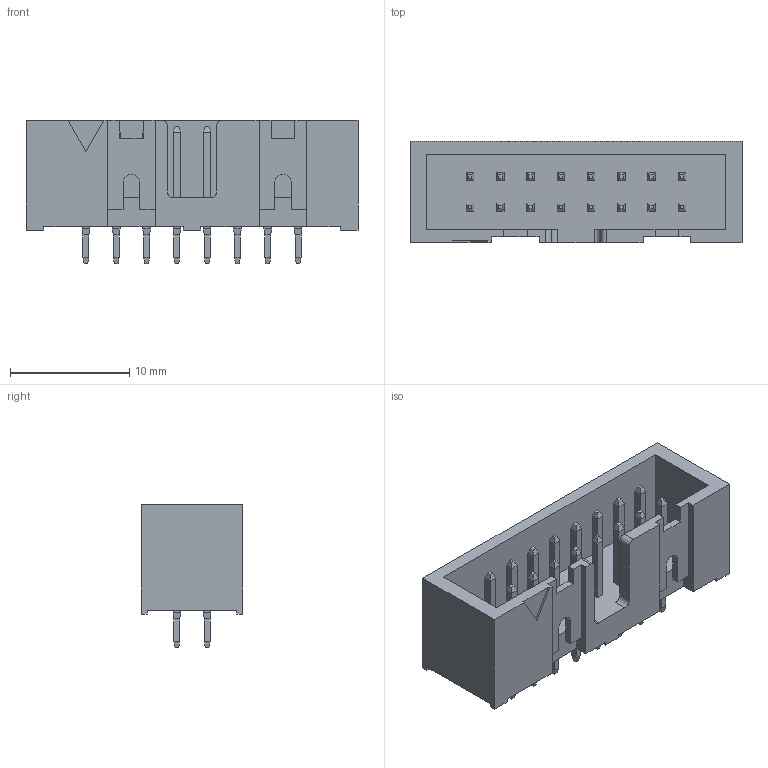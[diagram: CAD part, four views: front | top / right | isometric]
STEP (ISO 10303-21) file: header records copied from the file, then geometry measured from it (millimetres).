
FILE_DESCRIPTION(('CoCreate Modeling STEP Export'),'2;1');
FILE_NAME('HIF3FC-16PA-2.54DSA.stp','2013-02-08T10:51:14',(''),(''),'CoCreate Modeling STEP processor for AP214 (Solid Model)','CoCreate Modeling 17.0 01-Apr-2010 (C) Parametric Technology GmbH','');
FILE_SCHEMA(('AUTOMOTIVE_DESIGN { 1 0 10303 214 1 1 1 1 }'));
Length unit declared in the file: millimetre
Products named in the file (1): HIF3FC-16PA-2.54DSA
Bounding box: 27.82 x 8.5 x 12 mm (x, y, z)
Volume: 1047.4 mm3; surface area: 1827.9 mm2
Topology: 1 solids, 1 shells, 485 faces, 1105 edges, 650 vertices
Faces by surface type: plane 479, cylinder 6
Entity records: 9454 total; most frequent: ORIENTED_EDGE 2210, CARTESIAN_POINT 1866, EDGE_CURVE 1105, LINE 1008, VERTEX_POINT 650, EDGE_LOOP 517, AXIS2_PLACEMENT_3D 487, FACE_OUTER_BOUND 485
